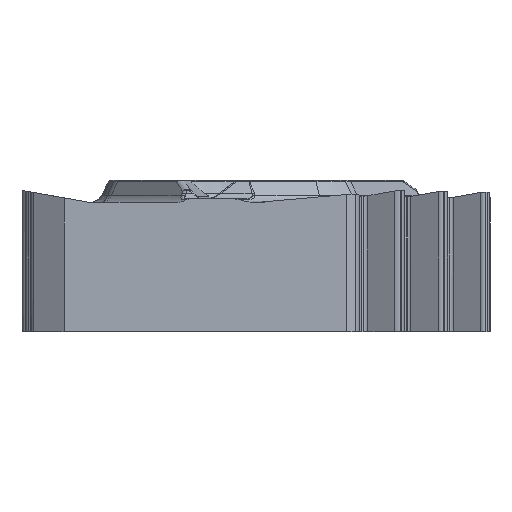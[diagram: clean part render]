
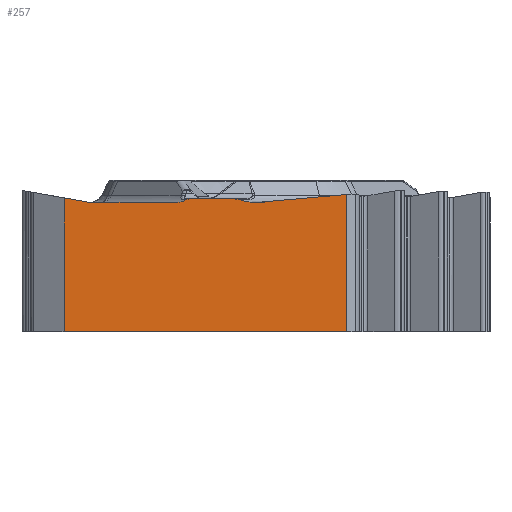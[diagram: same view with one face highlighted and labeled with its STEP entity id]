
A CAD part, left-side view. The second image highlights one B-rep face of the part: STEP entity #257.
In plain terms, the highlighted planar face has unit normal (-1, 0, 0).
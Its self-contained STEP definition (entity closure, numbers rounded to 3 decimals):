
#257=ADVANCED_FACE('',(#595),#524,.F.);
#524=PLANE('',#4556);
#595=FACE_OUTER_BOUND('',#856,.T.);
#856=EDGE_LOOP('',(#1393,#1394,#1395,#1396,#1397,#1398,#1399,#1400,#1401,
#1402,#1403,#1404,#1405,#1406));
#1129=CIRCLE('',#4555,0.32);
#1290=ELLIPSE('',#4551,0.64,0.32);
#1291=ELLIPSE('',#4552,0.3,0.15);
#1292=ELLIPSE('',#4553,0.177,0.15);
#1293=ELLIPSE('',#4554,0.377,0.32);
#1393=ORIENTED_EDGE('',*,*,#3136,.F.);
#1394=ORIENTED_EDGE('',*,*,#3137,.T.);
#1395=ORIENTED_EDGE('',*,*,#3138,.F.);
#1396=ORIENTED_EDGE('',*,*,#3139,.F.);
#1397=ORIENTED_EDGE('',*,*,#3140,.T.);
#1398=ORIENTED_EDGE('',*,*,#3141,.T.);
#1399=ORIENTED_EDGE('',*,*,#3142,.F.);
#1400=ORIENTED_EDGE('',*,*,#3143,.F.);
#1401=ORIENTED_EDGE('',*,*,#3144,.F.);
#1402=ORIENTED_EDGE('',*,*,#3145,.F.);
#1403=ORIENTED_EDGE('',*,*,#3146,.T.);
#1404=ORIENTED_EDGE('',*,*,#3147,.T.);
#1405=ORIENTED_EDGE('',*,*,#3148,.T.);
#1406=ORIENTED_EDGE('',*,*,#3149,.F.);
#2729=VERTEX_POINT('',#6674);
#2730=VERTEX_POINT('',#6675);
#2731=VERTEX_POINT('',#6677);
#2732=VERTEX_POINT('',#6679);
#2733=VERTEX_POINT('',#6681);
#2734=VERTEX_POINT('',#6683);
#2735=VERTEX_POINT('',#6685);
#2736=VERTEX_POINT('',#6693);
#2737=VERTEX_POINT('',#6695);
#2738=VERTEX_POINT('',#6697);
#2739=VERTEX_POINT('',#6699);
#2740=VERTEX_POINT('',#6701);
#2741=VERTEX_POINT('',#6703);
#2742=VERTEX_POINT('',#6705);
#3136=EDGE_CURVE('',#2729,#2730,#3798,.T.);
#3137=EDGE_CURVE('',#2729,#2731,#3799,.T.);
#3138=EDGE_CURVE('',#2732,#2731,#3800,.T.);
#3139=EDGE_CURVE('',#2733,#2732,#3801,.T.);
#3140=EDGE_CURVE('',#2733,#2734,#1290,.T.);
#3141=EDGE_CURVE('',#2734,#2735,#3802,.T.);
#3142=EDGE_CURVE('',#2736,#2735,#4399,.T.);
#3143=EDGE_CURVE('',#2737,#2736,#1291,.T.);
#3144=EDGE_CURVE('',#2738,#2737,#3803,.T.);
#3145=EDGE_CURVE('',#2739,#2738,#1292,.T.);
#3146=EDGE_CURVE('',#2739,#2740,#1293,.T.);
#3147=EDGE_CURVE('',#2740,#2741,#3804,.T.);
#3148=EDGE_CURVE('',#2741,#2742,#1129,.T.);
#3149=EDGE_CURVE('',#2730,#2742,#3805,.T.);
#3798=LINE('',#6673,#4095);
#3799=LINE('',#6676,#4096);
#3800=LINE('',#6678,#4097);
#3801=LINE('',#6680,#4098);
#3802=LINE('',#6684,#4099);
#3803=LINE('',#6696,#4100);
#3804=LINE('',#6702,#4101);
#3805=LINE('',#6706,#4102);
#4095=VECTOR('',#5002,1.);
#4096=VECTOR('',#5003,1.);
#4097=VECTOR('',#5004,1.);
#4098=VECTOR('',#5005,1.);
#4099=VECTOR('',#5008,1.);
#4100=VECTOR('',#5011,1.);
#4101=VECTOR('',#5016,1.);
#4102=VECTOR('',#5019,1.);
#4399=B_SPLINE_CURVE_WITH_KNOTS('',3,(#6686,#6687,#6688,#6689,#6690,#6691,
#6692),.UNSPECIFIED.,.F.,.F.,(4,3,4),(0.,0.503,1.),
 .UNSPECIFIED.);
#4551=AXIS2_PLACEMENT_3D('',#6682,#5006,#5007);
#4552=AXIS2_PLACEMENT_3D('',#6694,#5009,#5010);
#4553=AXIS2_PLACEMENT_3D('',#6698,#5012,#5013);
#4554=AXIS2_PLACEMENT_3D('',#6700,#5014,#5015);
#4555=AXIS2_PLACEMENT_3D('',#6704,#5017,#5018);
#4556=AXIS2_PLACEMENT_3D('',#6707,#5020,#5021);
#5002=DIRECTION('',(0.,0.,1.));
#5003=DIRECTION('',(0.,-1.,0.));
#5004=DIRECTION('',(0.,0.,-1.));
#5005=DIRECTION('',(0.,-0.996,0.088));
#5006=DIRECTION('',(1.,0.,0.));
#5007=DIRECTION('',(0.,-1.,0.));
#5008=DIRECTION('',(0.,1.,0.));
#5009=DIRECTION('',(1.,0.,0.));
#5010=DIRECTION('',(0.,1.,0.));
#5011=DIRECTION('',(0.,-1.,0.));
#5012=DIRECTION('',(1.,0.,0.));
#5013=DIRECTION('',(0.,-1.,0.));
#5014=DIRECTION('',(1.,0.,0.));
#5015=DIRECTION('',(0.,-1.,0.));
#5016=DIRECTION('',(0.,1.,0.));
#5017=DIRECTION('',(1.,0.,0.));
#5018=DIRECTION('',(0.,0.,-1.));
#5019=DIRECTION('',(0.,-0.985,-0.174));
#5020=DIRECTION('',(1.,0.,0.));
#5021=DIRECTION('',(0.,0.,-1.));
#6673=CARTESIAN_POINT('',(-4.763,4.958,0.));
#6674=CARTESIAN_POINT('',(-4.763,4.958,-3.97));
#6675=CARTESIAN_POINT('',(-4.763,4.958,-0.342));
#6676=CARTESIAN_POINT('',(-4.763,-3.173,-3.97));
#6677=CARTESIAN_POINT('',(-4.763,-2.709,-3.97));
#6678=CARTESIAN_POINT('',(-4.763,-2.709,0.));
#6679=CARTESIAN_POINT('',(-4.763,-2.709,-0.251));
#6680=CARTESIAN_POINT('',(-4.763,3.106,-0.763));
#6681=CARTESIAN_POINT('',(-4.763,-0.389,-0.455));
#6682=CARTESIAN_POINT('',(-4.763,-0.278,-0.14));
#6683=CARTESIAN_POINT('',(-4.763,-0.278,-0.46));
#6684=CARTESIAN_POINT('',(-4.763,3.173,-0.46));
#6685=CARTESIAN_POINT('',(-4.763,-0.184,-0.46));
#6686=CARTESIAN_POINT('',(-4.763,0.181,-0.4));
#6687=CARTESIAN_POINT('',(-4.763,0.123,-0.421));
#6688=CARTESIAN_POINT('',(-4.763,0.061,-0.436));
#6689=CARTESIAN_POINT('',(-4.763,0.,-0.446));
#6690=CARTESIAN_POINT('',(-4.763,-0.061,-0.455));
#6691=CARTESIAN_POINT('',(-4.763,-0.122,-0.46));
#6692=CARTESIAN_POINT('',(-4.763,-0.184,-0.46));
#6693=CARTESIAN_POINT('',(-4.763,0.181,-0.4));
#6694=CARTESIAN_POINT('',(-4.763,0.36,-0.52));
#6695=CARTESIAN_POINT('',(-4.763,0.36,-0.37));
#6696=CARTESIAN_POINT('',(-4.763,-3.173,-0.37));
#6697=CARTESIAN_POINT('',(-4.763,1.549,-0.37));
#6698=CARTESIAN_POINT('',(-4.763,1.549,-0.52));
#6699=CARTESIAN_POINT('',(-4.763,1.653,-0.399));
#6700=CARTESIAN_POINT('',(-4.763,1.875,-0.14));
#6701=CARTESIAN_POINT('',(-4.763,1.875,-0.46));
#6702=CARTESIAN_POINT('',(-4.763,-3.173,-0.46));
#6703=CARTESIAN_POINT('',(-4.763,4.263,-0.46));
#6704=CARTESIAN_POINT('',(-4.763,4.263,-0.14));
#6705=CARTESIAN_POINT('',(-4.763,4.319,-0.455));
#6706=CARTESIAN_POINT('',(-4.763,-2.869,-1.723));
#6707=CARTESIAN_POINT('',(-4.763,-3.173,0.));
